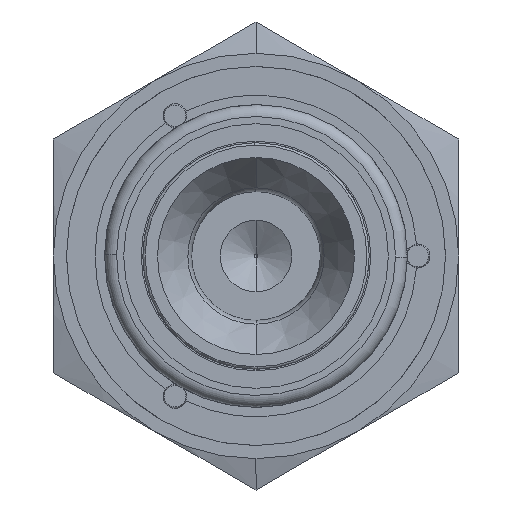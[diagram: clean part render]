
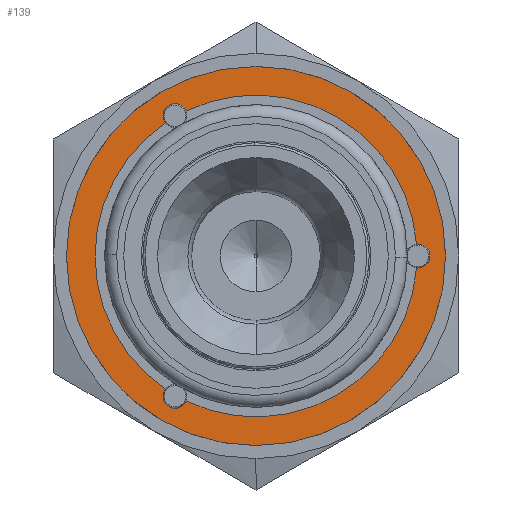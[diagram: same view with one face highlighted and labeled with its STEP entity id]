
A CAD part, front view. The second image highlights one B-rep face of the part: STEP entity #139.
In plain terms, the highlighted planar face has unit normal (0, -1, 0).
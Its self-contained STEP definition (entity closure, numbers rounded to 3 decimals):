
#139=ADVANCED_FACE('',(#387,#388),#389,.F.);
#387=FACE_OUTER_BOUND('',#826,.T.);
#388=FACE_BOUND('',#827,.T.);
#389=PLANE('',#828);
#826=EDGE_LOOP('',(#1502,#1503));
#827=EDGE_LOOP('',(#1504,#1505,#1506,#1507,#1508,#1509,#1510,#1511,#1512,#1513));
#828=AXIS2_PLACEMENT_3D('',#1514,#1515,#1516);
#1502=ORIENTED_EDGE('',*,*,#2840,.F.);
#1503=ORIENTED_EDGE('',*,*,#2919,.F.);
#1504=ORIENTED_EDGE('',*,*,#2786,.T.);
#1505=ORIENTED_EDGE('',*,*,#2920,.T.);
#1506=ORIENTED_EDGE('',*,*,#2903,.T.);
#1507=ORIENTED_EDGE('',*,*,#2857,.T.);
#1508=ORIENTED_EDGE('',*,*,#2921,.T.);
#1509=ORIENTED_EDGE('',*,*,#2922,.T.);
#1510=ORIENTED_EDGE('',*,*,#2776,.T.);
#1511=ORIENTED_EDGE('',*,*,#2923,.T.);
#1512=ORIENTED_EDGE('',*,*,#2916,.T.);
#1513=ORIENTED_EDGE('',*,*,#2847,.T.);
#1514=CARTESIAN_POINT('',(0.0,0.0,0.0));
#1515=DIRECTION('',(-0.0,1.0,0.0));
#1516=DIRECTION('',(1.0,0.0,0.0));
#2776=EDGE_CURVE('',#3251,#3259,#3261,.T.);
#2786=EDGE_CURVE('',#3281,#3278,#3282,.T.);
#2840=EDGE_CURVE('',#3383,#3385,#3386,.T.);
#2847=EDGE_CURVE('',#3391,#3281,#3398,.T.);
#2857=EDGE_CURVE('',#3408,#3416,#3418,.T.);
#2903=EDGE_CURVE('',#3491,#3408,#3492,.T.);
#2916=EDGE_CURVE('',#3508,#3391,#3509,.T.);
#2919=EDGE_CURVE('',#3385,#3383,#3512,.T.);
#2920=EDGE_CURVE('',#3278,#3491,#3513,.T.);
#2921=EDGE_CURVE('',#3416,#3514,#3515,.T.);
#2922=EDGE_CURVE('',#3514,#3251,#3516,.T.);
#2923=EDGE_CURVE('',#3259,#3508,#3517,.T.);
#3251=VERTEX_POINT('',#4026);
#3259=VERTEX_POINT('',#4036);
#3261=CIRCLE('',#4039,0.49);
#3278=VERTEX_POINT('',#4065);
#3281=VERTEX_POINT('',#4069);
#3282=CIRCLE('',#4070,6.75);
#3383=VERTEX_POINT('',#4198);
#3385=VERTEX_POINT('',#4201);
#3386=CIRCLE('',#4202,7.95);
#3391=VERTEX_POINT('',#4208);
#3398=CIRCLE('',#4217,0.49);
#3408=VERTEX_POINT('',#4229);
#3416=VERTEX_POINT('',#4239);
#3418=CIRCLE('',#4242,0.49);
#3491=VERTEX_POINT('',#4353);
#3492=CIRCLE('',#4354,0.49);
#3508=VERTEX_POINT('',#4371);
#3509=CIRCLE('',#4372,0.49);
#3512=CIRCLE('',#4376,7.95);
#3513=CIRCLE('',#4377,6.75);
#3514=VERTEX_POINT('',#4378);
#3515=CIRCLE('',#4379,6.75);
#3516=CIRCLE('',#4380,0.49);
#3517=CIRCLE('',#4381,6.75);
#4026=CARTESIAN_POINT('',(7.28,0.0,0.));
#4036=CARTESIAN_POINT('',(6.732,0.0,-0.487));
#4039=AXIS2_PLACEMENT_3D('',#5317,#5318,#5319);
#4065=CARTESIAN_POINT('',(-6.75,0.0,0.));
#4069=CARTESIAN_POINT('',(-3.788,0.0,-5.587));
#4070=AXIS2_PLACEMENT_3D('',#5334,#5335,#5336);
#4198=CARTESIAN_POINT('',(-7.95,0.0,0.0));
#4201=CARTESIAN_POINT('',(7.95,0.0,0.));
#4202=AXIS2_PLACEMENT_3D('',#5449,#5450,#5451);
#4208=CARTESIAN_POINT('',(-3.64,0.0,-6.305));
#4217=AXIS2_PLACEMENT_3D('',#5464,#5465,#5466);
#4229=CARTESIAN_POINT('',(-3.64,0.0,6.305));
#4239=CARTESIAN_POINT('',(-2.945,0.0,6.074));
#4242=AXIS2_PLACEMENT_3D('',#5484,#5485,#5486);
#4353=CARTESIAN_POINT('',(-3.788,0.0,5.587));
#4354=AXIS2_PLACEMENT_3D('',#5580,#5581,#5582);
#4371=CARTESIAN_POINT('',(-2.945,0.0,-6.074));
#4372=AXIS2_PLACEMENT_3D('',#5617,#5618,#5619);
#4376=AXIS2_PLACEMENT_3D('',#5624,#5625,#5626);
#4377=AXIS2_PLACEMENT_3D('',#5627,#5628,#5629);
#4378=CARTESIAN_POINT('',(6.732,0.0,0.487));
#4379=AXIS2_PLACEMENT_3D('',#5630,#5631,#5632);
#4380=AXIS2_PLACEMENT_3D('',#5633,#5634,#5635);
#4381=AXIS2_PLACEMENT_3D('',#5636,#5637,#5638);
#5317=CARTESIAN_POINT('',(6.79,0.0,0.0));
#5318=DIRECTION('',(-0.0,1.0,0.0));
#5319=DIRECTION('',(1.0,0.0,0.0));
#5334=CARTESIAN_POINT('',(0.0,0.0,0.0));
#5335=DIRECTION('',(0.0,1.0,0.0));
#5336=DIRECTION('',(-0.561,0.0,-0.828));
#5449=CARTESIAN_POINT('',(0.0,0.0,0.0));
#5450=DIRECTION('',(0.0,1.0,0.0));
#5451=DIRECTION('',(-1.0,0.0,0.0));
#5464=CARTESIAN_POINT('',(-3.395,0.0,-5.88));
#5465=DIRECTION('',(0.0,1.0,0.0));
#5466=DIRECTION('',(-0.5,0.0,-0.866));
#5484=CARTESIAN_POINT('',(-3.395,0.0,5.88));
#5485=DIRECTION('',(0.0,1.0,0.0));
#5486=DIRECTION('',(-0.801,0.0,-0.598));
#5580=CARTESIAN_POINT('',(-3.395,0.0,5.88));
#5581=DIRECTION('',(0.0,1.0,0.0));
#5582=DIRECTION('',(-0.801,0.0,-0.598));
#5617=CARTESIAN_POINT('',(-3.395,0.0,-5.88));
#5618=DIRECTION('',(0.0,1.0,0.0));
#5619=DIRECTION('',(-0.5,0.0,-0.866));
#5624=CARTESIAN_POINT('',(0.0,0.0,0.0));
#5625=DIRECTION('',(0.0,1.0,0.0));
#5626=DIRECTION('',(-1.0,0.0,0.0));
#5627=CARTESIAN_POINT('',(0.0,0.0,0.0));
#5628=DIRECTION('',(0.0,1.0,0.0));
#5629=DIRECTION('',(-0.561,0.0,-0.828));
#5630=CARTESIAN_POINT('',(0.0,0.0,0.0));
#5631=DIRECTION('',(0.0,1.0,0.0));
#5632=DIRECTION('',(-0.436,0.0,0.9));
#5633=CARTESIAN_POINT('',(6.79,0.0,0.0));
#5634=DIRECTION('',(-0.0,1.0,0.0));
#5635=DIRECTION('',(1.0,0.0,0.0));
#5636=CARTESIAN_POINT('',(0.0,0.0,0.0));
#5637=DIRECTION('',(0.0,1.0,0.0));
#5638=DIRECTION('',(0.997,0.0,-0.072));
